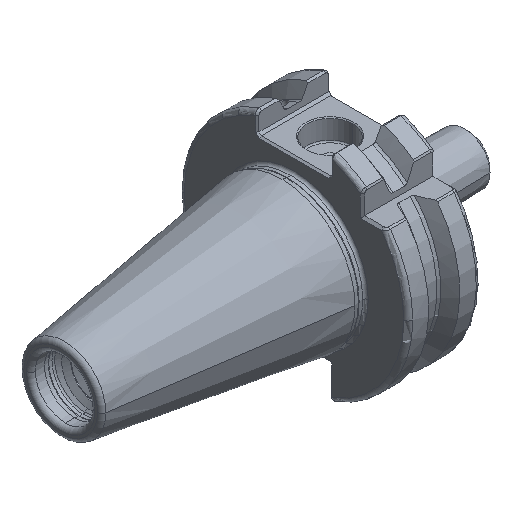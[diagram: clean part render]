
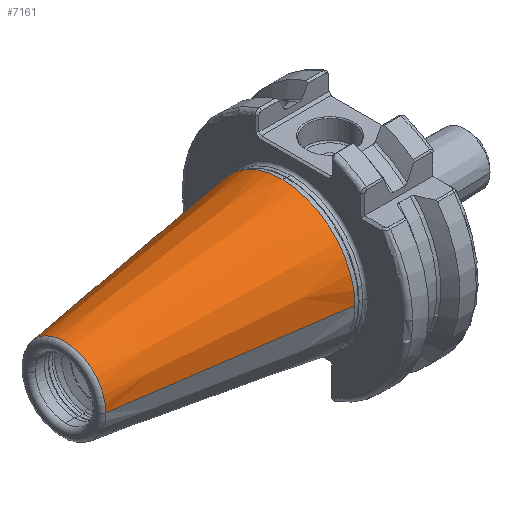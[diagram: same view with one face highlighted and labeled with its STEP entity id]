
A CAD part, isometric view. The second image highlights one B-rep face of the part: STEP entity #7161.
In plain terms, the highlighted conical face has half-angle 8.297 degrees and reference radius 16.342 mm.
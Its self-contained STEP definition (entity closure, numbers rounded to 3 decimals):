
#441 = ORIENTED_EDGE ( 'NONE', *, *, #7251, .T. ) ;
#442 = ORIENTED_EDGE ( 'NONE', *, *, #7253, .T. ) ;
#443 = ORIENTED_EDGE ( 'NONE', *, *, #7250, .T. ) ;
#444 = ORIENTED_EDGE ( 'NONE', *, *, #7254, .T. ) ;
#445 = ORIENTED_EDGE ( 'NONE', *, *, #7255, .F. ) ;
#1361 = VERTEX_POINT ( 'NONE', #7580 ) ;
#1443 = VERTEX_POINT ( 'NONE', #7591 ) ;
#1444 = VERTEX_POINT ( 'NONE', #7592 ) ;
#1445 = VERTEX_POINT ( 'NONE', #7593 ) ;
#1538 = VERTEX_POINT ( 'NONE', #7597 ) ;
#3483 = EDGE_LOOP ( 'NONE', ( #441, #443, #442, #444, #445 ) ) ;
#3686 = CIRCLE ( 'NONE', #9940, 9.029 ) ;
#3688 = CIRCLE ( 'NONE', #9938, 15.962 ) ;
#3689 = CIRCLE ( 'NONE', #9939, 15.962 ) ;
#3722 = CONICAL_SURFACE ( 'NONE', #4021, 16.342, 0.145 ) ;
#4021 = AXIS2_PLACEMENT_3D ( 'NONE', #6615, #6616, #6617 ) ;
#4035 = FACE_OUTER_BOUND ( 'NONE', #3483, .T. ) ;
#5723 = CARTESIAN_POINT ( 'NONE',  ( -50.144, 0., 0. ) ) ;
#5724 = LINE ( 'NONE', #5725, #9941 ) ;
#5725 = CARTESIAN_POINT ( 'NONE',  ( 0., -16.342, 0. ) ) ;
#5726 = DIRECTION ( 'NONE',  ( 0.99, -0.144, 0. ) ) ;
#5727 = DIRECTION ( 'NONE',  ( 1., 0., 0. ) ) ;
#5728 = DIRECTION ( 'NONE',  ( 0., -1., 0. ) ) ;
#5732 = CARTESIAN_POINT ( 'NONE',  ( -2.6, 0., 0. ) ) ;
#5733 = DIRECTION ( 'NONE',  ( -1., 0., 0. ) ) ;
#5734 = DIRECTION ( 'NONE',  ( 0., 0., 1. ) ) ;
#5735 = CARTESIAN_POINT ( 'NONE',  ( -2.6, 0., 0. ) ) ;
#5736 = DIRECTION ( 'NONE',  ( -1., 0., 0. ) ) ;
#5737 = DIRECTION ( 'NONE',  ( 0., 0., 1. ) ) ;
#5739 = LINE ( 'NONE', #5740, #9946 ) ;
#5740 = CARTESIAN_POINT ( 'NONE',  ( 0., 16.342, 0. ) ) ;
#5741 = DIRECTION ( 'NONE',  ( 0.99, 0.144, 0. ) ) ;
#6615 = CARTESIAN_POINT ( 'NONE',  ( 0., 0., 0. ) ) ;
#6616 = DIRECTION ( 'NONE',  ( 1., 0., 0. ) ) ;
#6617 = DIRECTION ( 'NONE',  ( 0., 1., 0. ) ) ;
#7161 = ADVANCED_FACE ( 'NONE', ( #4035 ), #3722, .T. ) ;
#7250 = EDGE_CURVE ( 'NONE', #1538, #1445, #5724, .T. ) ;
#7251 = EDGE_CURVE ( 'NONE', #1443, #1538, #3686, .T. ) ;
#7253 = EDGE_CURVE ( 'NONE', #1445, #1361, #3688, .T. ) ;
#7254 = EDGE_CURVE ( 'NONE', #1361, #1444, #3689, .T. ) ;
#7255 = EDGE_CURVE ( 'NONE', #1443, #1444, #5739, .T. ) ;
#7580 = CARTESIAN_POINT ( 'NONE',  ( -2.6, 0., 15.962 ) ) ;
#7591 = CARTESIAN_POINT ( 'NONE',  ( -50.144, 9.029, 0. ) ) ;
#7592 = CARTESIAN_POINT ( 'NONE',  ( -2.6, 15.962, 0. ) ) ;
#7593 = CARTESIAN_POINT ( 'NONE',  ( -2.6, -15.962, 0. ) ) ;
#7597 = CARTESIAN_POINT ( 'NONE',  ( -50.144, -9.029, 0. ) ) ;
#9938 = AXIS2_PLACEMENT_3D ( 'NONE', #5732, #5733, #5734 ) ;
#9939 = AXIS2_PLACEMENT_3D ( 'NONE', #5735, #5736, #5737 ) ;
#9940 = AXIS2_PLACEMENT_3D ( 'NONE', #5723, #5727, #5728 ) ;
#9941 = VECTOR ( 'NONE', #5726, 1000. ) ;
#9946 = VECTOR ( 'NONE', #5741, 1000. ) ;
